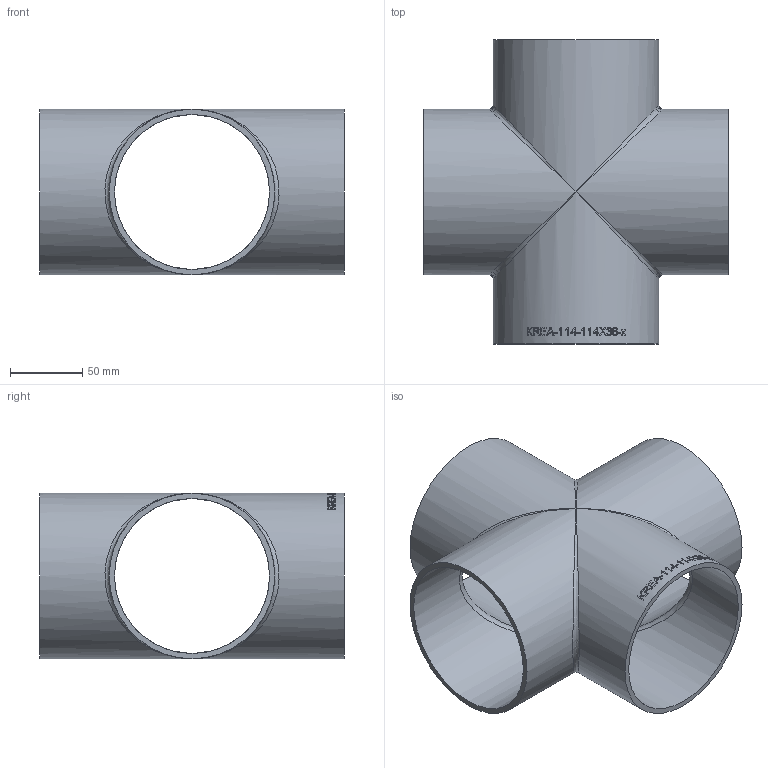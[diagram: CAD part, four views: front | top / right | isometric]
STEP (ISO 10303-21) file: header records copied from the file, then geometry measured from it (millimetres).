
FILE_DESCRIPTION (( 'STEP AP214' ), '1' );
FILE_NAME ('KREA-114-114X36-x Kreuz-Stück 2005.STEP', '2020-05-12T13:26:00', ( '' ), ( '' ), 'SwSTEP 2.0', 'SolidWorks 2019', '' );
FILE_SCHEMA (( 'AUTOMOTIVE_DESIGN' ));
Length unit declared in the file: millimetre
Products named in the file (1): KREA-114-114X36-x Kreuz-Stück 2005
Bounding box: 210 x 210 x 114.3 mm (x, y, z)
Volume: 347275.5 mm3; surface area: 197939.3 mm2
Topology: 1 solids, 1 shells, 230 faces, 615 edges, 390 vertices
Faces by surface type: plane 101, bspline 99, cylinder 30
Full cylindrical faces by diameter (mm): 107.1 x4, 114.3 x4
Entity records: 19453 total; most frequent: CARTESIAN_POINT 12406, ORIENTED_EDGE 1176, DIRECTION 650, EDGE_CURVE 588, VERTEX_POINT 388, B_SPLINE_CURVE_WITH_KNOTS 304, EDGE_LOOP 264, AXIS2_PLACEMENT_3D 250
